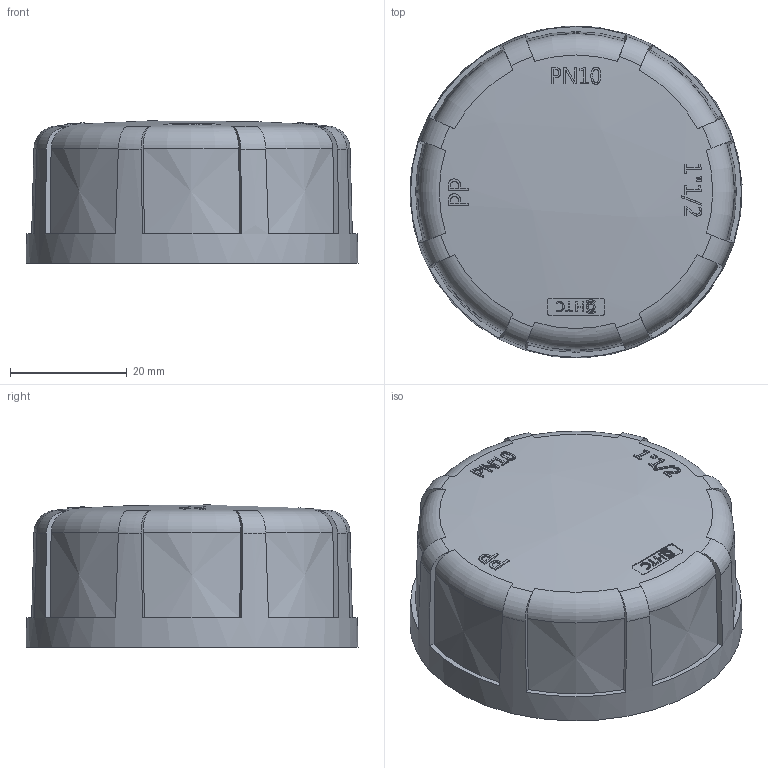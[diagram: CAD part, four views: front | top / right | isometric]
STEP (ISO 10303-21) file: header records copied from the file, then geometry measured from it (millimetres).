
FILE_DESCRIPTION(/* description */ (''),/* implementation_level */ '2;1');
FILE_NAME(/* name */ '1-1-2.stp',/* time_stamp */ '2025-07-05T16:08:17+08:00',/* author */ (''),/* organization */ (''),/* preprocessor_version */ 'ST-DEVELOPER v16.7',/* originating_system */ 'SIEMENS PLM Software NX 12.0',/* authorisation */ '');
FILE_SCHEMA (('AUTOMOTIVE_DESIGN { 1 0 10303 214 3 1 1 1 }'));
Length unit declared in the file: millimetre
Products named in the file (1): Admi4AFC3809x1wt
Bounding box: 56.95 x 56.95 x 24.38 mm (x, y, z)
Volume: 24040.9 mm3; surface area: 13748.9 mm2
Topology: 1 solids, 1 shells, 224 faces, 619 edges, 422 vertices
Faces by surface type: plane 133, extrusion 26, torus 16, bspline 14, sphere 13, cylinder 12, cone 10
Full cylindrical faces by diameter (mm): 0.976 x1, 1.473 x1, 48.545 x1
Entity records: 10701 total; most frequent: CARTESIAN_POINT 5326, ORIENTED_EDGE 1218, DIRECTION 963, EDGE_CURVE 609, VERTEX_POINT 418, AXIS2_PLACEMENT_3D 391, EDGE_LOOP 255, B_SPLINE_CURVE_WITH_KNOTS 242
